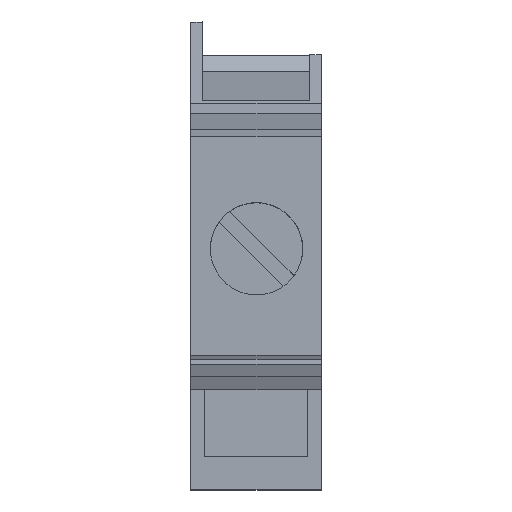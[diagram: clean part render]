
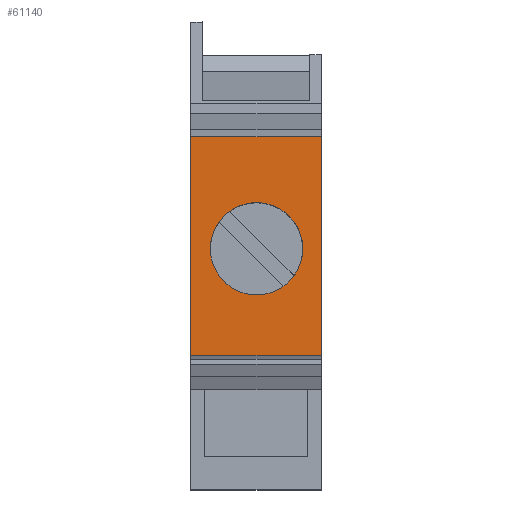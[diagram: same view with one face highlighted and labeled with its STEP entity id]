
A CAD part, top view. The second image highlights one B-rep face of the part: STEP entity #61140.
In plain terms, the highlighted face is planar.
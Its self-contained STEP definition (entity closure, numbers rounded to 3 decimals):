
#1090=CARTESIAN_POINT('',(-8.33,-27.351,
-4.6));
#1100=VERTEX_POINT('',#1090);
#1130=CARTESIAN_POINT('',(0.,-27.351,
-4.6));
#1140=DIRECTION('',(-1.,0.,0.));
#1150=VECTOR('',#1140,1.);
#1160=LINE('',#1130,#1150);
#1170=CARTESIAN_POINT('',(1.952,-27.351,
-4.6));
#1180=VERTEX_POINT('',#1170);
#1190=EDGE_CURVE('',#1180,#1100,#1160,.T.);
#3900=CARTESIAN_POINT('',(1.952,-27.351,
1.55));
#3910=VERTEX_POINT('',#3900);
#3940=CARTESIAN_POINT('',(0.,-27.351,
1.55));
#3950=DIRECTION('',(-1.,0.,0.));
#3960=VECTOR('',#3950,1.);
#3970=LINE('',#3940,#3960);
#3980=CARTESIAN_POINT('',(-8.33,-27.351,
1.55));
#3990=VERTEX_POINT('',#3980);
#4000=EDGE_CURVE('',#3910,#3990,#3970,.T.);
#60780=CARTESIAN_POINT('',(1.686,-27.351,
1.55));
#60790=DIRECTION('',(0.,1.,0.));
#60800=DIRECTION('',(1.,0.,0.));
#60810=AXIS2_PLACEMENT_3D('',#60780,#60790,#60800);
#60820=PLANE('',#60810);
#60830=CARTESIAN_POINT('',(-3.05,-27.351,
-1.5));
#60840=DIRECTION('',(0.,-1.,0.));
#60850=DIRECTION('',(-1.,0.,0.));
#60860=AXIS2_PLACEMENT_3D('',#60830,#60840,#60850);
#60870=CIRCLE('',#60860,2.175);
#60880=CARTESIAN_POINT('',(-0.875,-27.351,
-1.5));
#60890=VERTEX_POINT('',#60880);
#60900=CARTESIAN_POINT('',(-5.225,-27.351,
-1.5));
#60910=VERTEX_POINT('',#60900);
#60920=EDGE_CURVE('',#60890,#60910,#60870,.T.);
#60930=ORIENTED_EDGE('',*,*,#60920,.F.);
#60940=EDGE_CURVE('',#60910,#60890,#60870,.T.);
#60950=ORIENTED_EDGE('',*,*,#60940,.F.);
#60960=EDGE_LOOP('',(#60950,#60930));
#60970=FACE_BOUND('',#60960,.T.);
#60980=ORIENTED_EDGE('',*,*,#4000,.T.);
#60990=CARTESIAN_POINT('',(1.952,-27.351,
0.));
#61000=DIRECTION('',(0.,0.,1.));
#61010=VECTOR('',#61000,1.);
#61020=LINE('',#60990,#61010);
#61030=EDGE_CURVE('',#1180,#3910,#61020,.T.);
#61040=ORIENTED_EDGE('',*,*,#61030,.T.);
#61050=ORIENTED_EDGE('',*,*,#1190,.F.);
#61060=CARTESIAN_POINT('',(-8.33,-27.351,
0.));
#61070=DIRECTION('',(0.,0.,1.));
#61080=VECTOR('',#61070,1.);
#61090=LINE('',#61060,#61080);
#61100=EDGE_CURVE('',#1100,#3990,#61090,.T.);
#61110=ORIENTED_EDGE('',*,*,#61100,.F.);
#61120=EDGE_LOOP('',(#61110,#61050,#61040,#60980));
#61130=FACE_OUTER_BOUND('',#61120,.T.);
#61140=ADVANCED_FACE('',(#60970,#61130),#60820,.F.);
